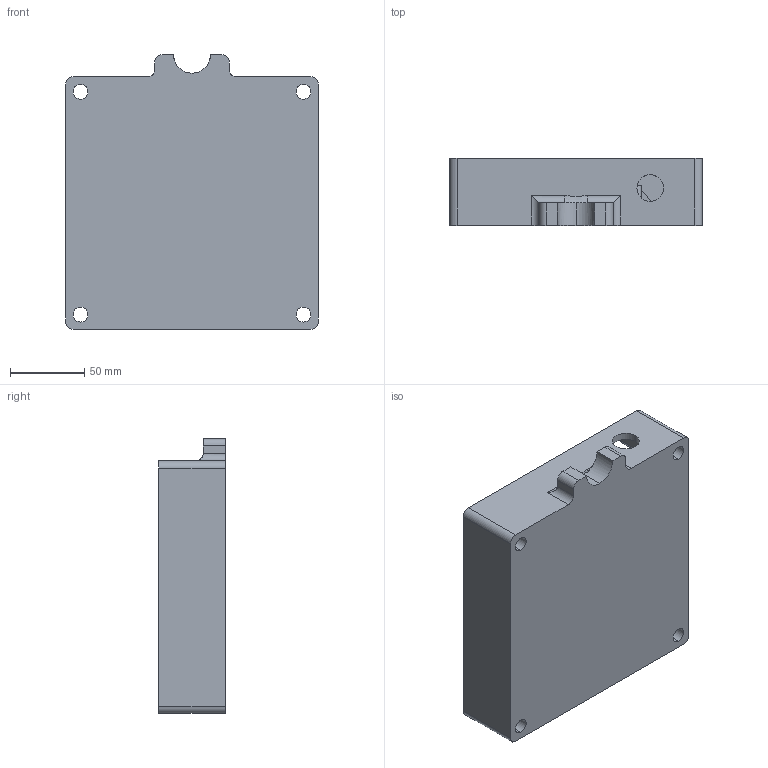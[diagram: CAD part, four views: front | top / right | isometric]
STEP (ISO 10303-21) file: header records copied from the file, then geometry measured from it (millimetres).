
FILE_DESCRIPTION (( 'STEP AP214' ), '1' );
FILE_NAME ('ABRIGO.STEP', '2025-05-14T19:59:58', ( '' ), ( '' ), 'SwSTEP 2.0', 'SolidWorks 2023', '' );
FILE_SCHEMA (( 'AUTOMOTIVE_DESIGN' ));
Length unit declared in the file: millimetre
Products named in the file (1): ABRIGO
Bounding box: 170 x 45 x 185 mm (x, y, z)
Volume: 311498 mm3; surface area: 124977 mm2
Topology: 1 solids, 1 shells, 120 faces, 323 edges, 214 vertices
Faces by surface type: plane 69, cylinder 50, bspline 1
Entity records: 3884 total; most frequent: CARTESIAN_POINT 778, DIRECTION 650, ORIENTED_EDGE 646, EDGE_CURVE 323, AXIS2_PLACEMENT_3D 226, VERTEX_POINT 214, LINE 198, VECTOR 198
